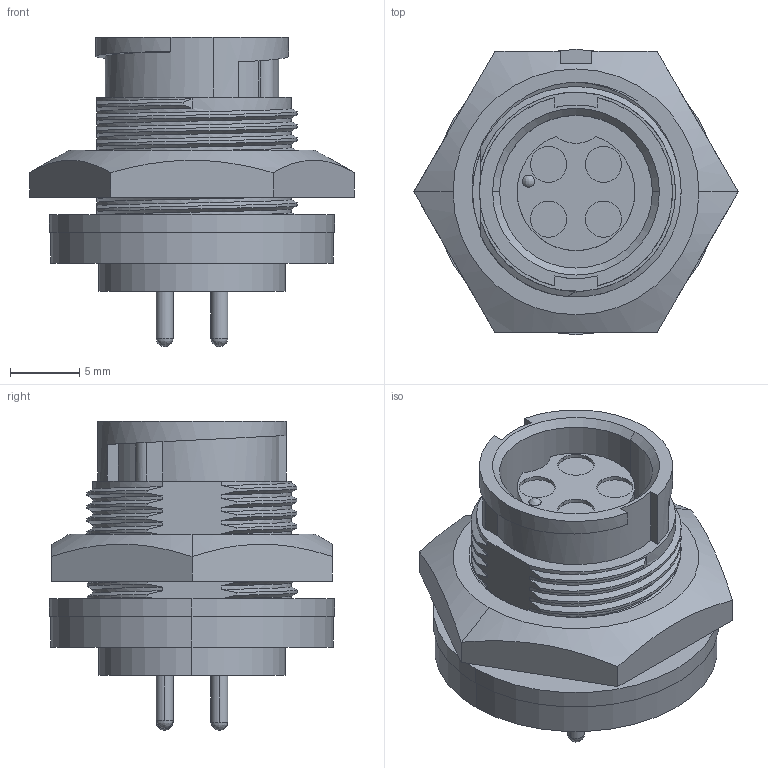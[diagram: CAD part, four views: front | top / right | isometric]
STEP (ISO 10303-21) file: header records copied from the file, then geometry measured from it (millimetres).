
FILE_DESCRIPTION (( 'STEP AP203' ), '1' );
FILE_NAME ('7381-4SG-3ES.STEP', '2015-07-14T18:59:26', ( '' ), ( '' ), 'SwSTEP 2.0', 'SolidWorks 2014', '' );
FILE_SCHEMA (( 'CONFIG_CONTROL_DESIGN' ));
Length unit declared in the file: inch
Products named in the file (1): 7381-4SG-3ES
Bounding box: 23.46 x 20.62 x 22.36 mm (x, y, z)
Volume: 3583 mm3; surface area: 3133.1 mm2
Topology: 2 solids, 2 shells, 160 faces, 420 edges, 273 vertices
Faces by surface type: cylinder 74, plane 42, bspline 40, cone 4
Entity records: 17359 total; most frequent: CARTESIAN_POINT 13831, ORIENTED_EDGE 824, DIRECTION 594, EDGE_CURVE 412, VERTEX_POINT 273, AXIS2_PLACEMENT_3D 213, EDGE_LOOP 179, VECTOR 168
